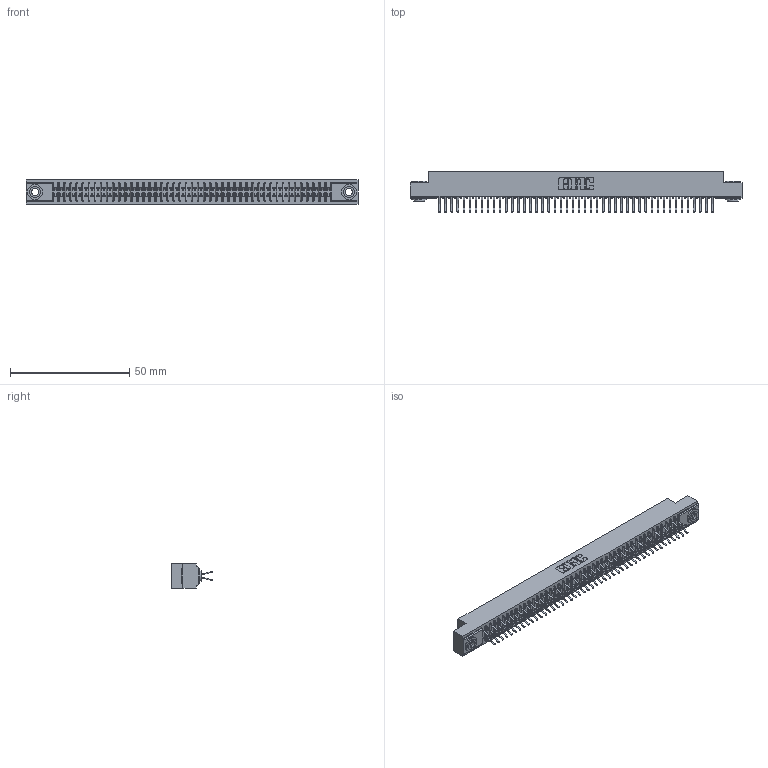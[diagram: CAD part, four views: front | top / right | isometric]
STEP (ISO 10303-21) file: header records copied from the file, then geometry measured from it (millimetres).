
FILE_DESCRIPTION (( 'STEP AP203' ), '1' );
FILE_NAME ('391-092-556-203.STEP', '2018-08-09T17:58:07', ( '' ), ( '' ), 'SwSTEP 2.0', 'SolidWorks 2016', '' );
FILE_SCHEMA (( 'CONFIG_CONTROL_DESIGN' ));
Length unit declared in the file: inch
Products named in the file (4): 341 Part_.156 (3.96) Dia Mounting Holes; 341-292-001_341-292-156; 345-250-002_345-250-002-102; 391-092-556-203
Assembly tree (95 placements, depth 2):
  391-092-556-203
    341 Part_.156 (3.96) Dia Mounting Holes
    341-292-001_341-292-156  x92
    345-250-002_345-250-002-102  x2
Bounding box: 139.06 x 17.07 x 10.16 mm (x, y, z)
Volume: 10303.4 mm3; surface area: 18880.3 mm2
Topology: 95 solids, 95 shells, 6608 faces, 19150 edges, 12422 vertices
Faces by surface type: plane 3772, cylinder 2644, sphere 94, torus 90, cone 8
Entity records: 56342 total; most frequent: CARTESIAN_POINT 9347, ORIENTED_EDGE 9280, DIRECTION 9088, EDGE_CURVE 4640, VECTOR 3738, LINE 3738, VERTEX_POINT 2934, AXIS2_PLACEMENT_3D 2675
